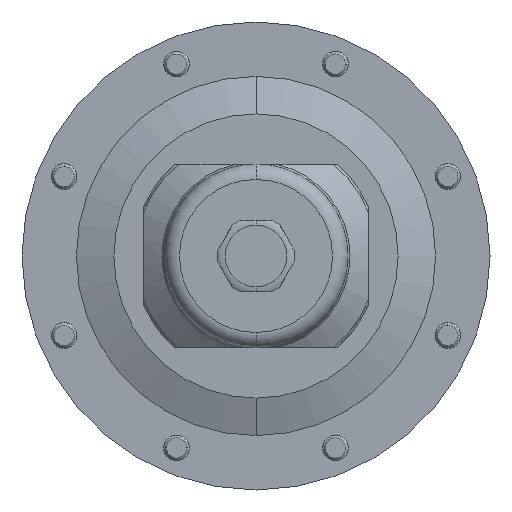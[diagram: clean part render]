
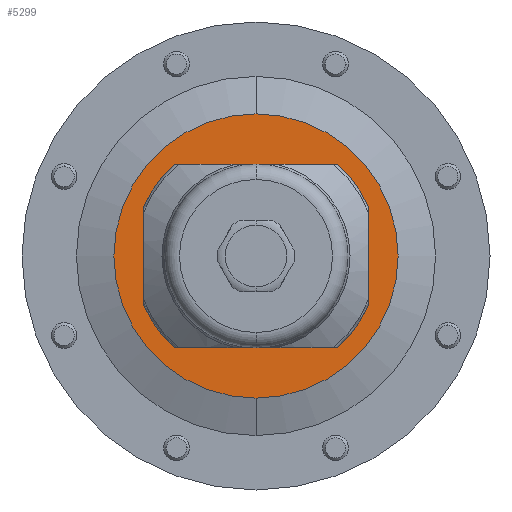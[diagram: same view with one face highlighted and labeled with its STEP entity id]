
A CAD part, front view. The second image highlights one B-rep face of the part: STEP entity #5299.
In plain terms, the highlighted planar face has unit normal (0, -1, 0).
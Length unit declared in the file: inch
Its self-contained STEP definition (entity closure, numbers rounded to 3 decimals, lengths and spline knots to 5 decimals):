
#17 = CIRCLE ( 'NONE', #8429, 1.73079 ) ;
#291 = CIRCLE ( 'NONE', #2792, 1.12003 ) ;
#972 = CARTESIAN_POINT ( 'NONE',  ( 0., 0.966, 0. ) ) ;
#982 = VERTEX_POINT ( 'NONE', #4459 ) ;
#1017 = LINE ( 'NONE', #3890, #10045 ) ;
#1026 = CARTESIAN_POINT ( 'NONE',  ( 0., 0.966, 0. ) ) ;
#1075 = CIRCLE ( 'NONE', #3634, 1.73079 ) ;
#1540 = EDGE_LOOP ( 'NONE', ( #7063, #9548, #2641, #5392 ) ) ;
#1644 = VECTOR ( 'NONE', #9422, 39.37008 ) ;
#1730 = CARTESIAN_POINT ( 'NONE',  ( 0., 0.966, 1.73079 ) ) ;
#1801 = EDGE_CURVE ( 'NONE', #7896, #5966, #291, .T. ) ;
#1899 = DIRECTION ( 'NONE',  ( 0., 0., 1. ) ) ;
#2116 = EDGE_CURVE ( 'NONE', #5966, #3661, #6879, .T. ) ;
#2641 = ORIENTED_EDGE ( 'NONE', *, *, #2116, .F. ) ;
#2792 = AXIS2_PLACEMENT_3D ( 'NONE', #972, #10624, #2849 ) ;
#2849 = DIRECTION ( 'NONE',  ( 0., 0., 1. ) ) ;
#2861 = EDGE_CURVE ( 'NONE', #982, #3755, #17, .T. ) ;
#3247 = VERTEX_POINT ( 'NONE', #9572 ) ;
#3510 = PLANE ( 'NONE',  #5702 ) ;
#3634 = AXIS2_PLACEMENT_3D ( 'NONE', #4248, #10388, #5169 ) ;
#3661 = VERTEX_POINT ( 'NONE', #7675 ) ;
#3755 = VERTEX_POINT ( 'NONE', #1730 ) ;
#3890 = CARTESIAN_POINT ( 'NONE',  ( -1.35, 0.966, 1.12 ) ) ;
#3968 = EDGE_CURVE ( 'NONE', #3661, #3247, #5078, .T. ) ;
#4059 = DIRECTION ( 'NONE',  ( 0., 0., 1. ) ) ;
#4248 = CARTESIAN_POINT ( 'NONE',  ( 0., 0.966, 0. ) ) ;
#4459 = CARTESIAN_POINT ( 'NONE',  ( 0., 0.966, -1.73079 ) ) ;
#4467 = CARTESIAN_POINT ( 'NONE',  ( 0., 0.966, 0. ) ) ;
#4862 = EDGE_CURVE ( 'NONE', #3755, #982, #1075, .T. ) ;
#5078 = CIRCLE ( 'NONE', #8727, 1.12003 ) ;
#5130 = CARTESIAN_POINT ( 'NONE',  ( -1.35, 0.966, -1.12 ) ) ;
#5169 = DIRECTION ( 'NONE',  ( 0., 0., 1. ) ) ;
#5198 = CARTESIAN_POINT ( 'NONE',  ( -0.00837, 0.966, 1.12 ) ) ;
#5299 = ADVANCED_FACE ( 'NONE', ( #9136, #5612 ), #3510, .F. ) ;
#5392 = ORIENTED_EDGE ( 'NONE', *, *, #1801, .F. ) ;
#5528 = ORIENTED_EDGE ( 'NONE', *, *, #2861, .T. ) ;
#5612 = FACE_BOUND ( 'NONE', #1540, .T. ) ;
#5702 = AXIS2_PLACEMENT_3D ( 'NONE', #4467, #9760, #7138 ) ;
#5966 = VERTEX_POINT ( 'NONE', #9778 ) ;
#6695 = DIRECTION ( 'NONE',  ( 0., -1., 0. ) ) ;
#6879 = LINE ( 'NONE', #5130, #1644 ) ;
#7063 = ORIENTED_EDGE ( 'NONE', *, *, #7265, .F. ) ;
#7138 = DIRECTION ( 'NONE',  ( 0., 0., 1. ) ) ;
#7265 = EDGE_CURVE ( 'NONE', #3247, #7896, #1017, .T. ) ;
#7675 = CARTESIAN_POINT ( 'NONE',  ( 0.00837, 0.966, -1.12 ) ) ;
#7896 = VERTEX_POINT ( 'NONE', #5198 ) ;
#8429 = AXIS2_PLACEMENT_3D ( 'NONE', #9311, #6695, #4059 ) ;
#8727 = AXIS2_PLACEMENT_3D ( 'NONE', #1026, #9051, #1899 ) ;
#9051 = DIRECTION ( 'NONE',  ( 0., -1., 0. ) ) ;
#9136 = FACE_OUTER_BOUND ( 'NONE', #11163, .T. ) ;
#9311 = CARTESIAN_POINT ( 'NONE',  ( 0., 0.966, 0. ) ) ;
#9422 = DIRECTION ( 'NONE',  ( 1., 0., 0. ) ) ;
#9548 = ORIENTED_EDGE ( 'NONE', *, *, #3968, .F. ) ;
#9572 = CARTESIAN_POINT ( 'NONE',  ( 0.00837, 0.966, 1.12 ) ) ;
#9760 = DIRECTION ( 'NONE',  ( 0., 1., 0. ) ) ;
#9778 = CARTESIAN_POINT ( 'NONE',  ( -0.00837, 0.966, -1.12 ) ) ;
#9975 = DIRECTION ( 'NONE',  ( -1., 0., 0. ) ) ;
#10045 = VECTOR ( 'NONE', #9975, 39.37008 ) ;
#10388 = DIRECTION ( 'NONE',  ( 0., -1., 0. ) ) ;
#10589 = ORIENTED_EDGE ( 'NONE', *, *, #4862, .T. ) ;
#10624 = DIRECTION ( 'NONE',  ( 0., -1., 0. ) ) ;
#11163 = EDGE_LOOP ( 'NONE', ( #10589, #5528 ) ) ;
